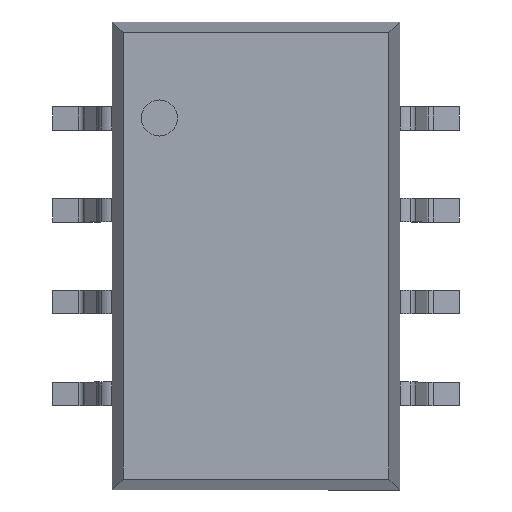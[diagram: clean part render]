
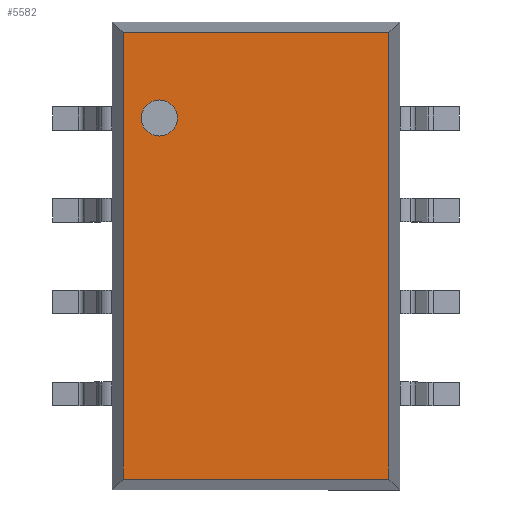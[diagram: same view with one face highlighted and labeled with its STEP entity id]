
A CAD part, top view. The second image highlights one B-rep face of the part: STEP entity #5582.
In plain terms, the highlighted planar face has unit normal (0, 0, 1).
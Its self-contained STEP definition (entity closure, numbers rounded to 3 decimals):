
#5257=CARTESIAN_POINT('',(-2.175,3.815,6.6));
#5258=VERTEX_POINT('',#5257);
#5274=CARTESIAN_POINT('',(-3.175,3.815,6.6));
#5275=VERTEX_POINT('',#5274);
#5282=CARTESIAN_POINT('',(-2.675,3.815,6.6));
#5283=DIRECTION('',(0.0,0.0,-1.0));
#5284=DIRECTION('',(1.0,0.0,0.0));
#5285=AXIS2_PLACEMENT_3D('',#5282,#5283,#5284);
#5286=CIRCLE('',#5285,0.5);
#5287=EDGE_CURVE('',#5258,#5275,#5286,.T.);
#5298=CARTESIAN_POINT('',(-2.675,3.815,6.6));
#5299=DIRECTION('',(0.0,0.0,-1.0));
#5300=DIRECTION('',(1.0,0.0,0.0));
#5301=AXIS2_PLACEMENT_3D('',#5298,#5299,#5300);
#5302=CIRCLE('',#5301,0.5);
#5303=EDGE_CURVE('',#5275,#5258,#5302,.T.);
#5522=CARTESIAN_POINT('',(3.675,6.175,6.6));
#5523=VERTEX_POINT('',#5522);
#5531=CARTESIAN_POINT('',(-3.675,6.175,6.6));
#5532=VERTEX_POINT('',#5531);
#5539=CARTESIAN_POINT('',(-3.675,6.175,6.6));
#5540=DIRECTION('',(1.0,0.0,0.0));
#5541=VECTOR('',#5540,7.35);
#5542=LINE('',#5539,#5541);
#5543=EDGE_CURVE('',#5532,#5523,#5542,.T.);
#5548=CARTESIAN_POINT('',(0.,0.,6.6));
#5549=DIRECTION('',(0.0,0.0,1.0));
#5550=DIRECTION('',(1.0,0.0,0.0));
#5551=AXIS2_PLACEMENT_3D('',#5548,#5549,#5550);
#5552=PLANE('',#5551);
#5553=ORIENTED_EDGE('',*,*,#5543,.F.);
#5554=CARTESIAN_POINT('',(-3.675,-6.175,6.6));
#5555=VERTEX_POINT('',#5554);
#5556=CARTESIAN_POINT('',(-3.675,-6.175,6.6));
#5557=DIRECTION('',(0.0,1.0,0.0));
#5558=VECTOR('',#5557,12.35);
#5559=LINE('',#5556,#5558);
#5560=EDGE_CURVE('',#5555,#5532,#5559,.T.);
#5561=ORIENTED_EDGE('',*,*,#5560,.F.);
#5562=CARTESIAN_POINT('',(3.675,-6.175,6.6));
#5563=VERTEX_POINT('',#5562);
#5564=CARTESIAN_POINT('',(3.675,-6.175,6.6));
#5565=DIRECTION('',(-1.0,0.0,0.0));
#5566=VECTOR('',#5565,7.35);
#5567=LINE('',#5564,#5566);
#5568=EDGE_CURVE('',#5563,#5555,#5567,.T.);
#5569=ORIENTED_EDGE('',*,*,#5568,.F.);
#5570=CARTESIAN_POINT('',(3.675,6.175,6.6));
#5571=DIRECTION('',(0.0,-1.0,0.0));
#5572=VECTOR('',#5571,12.35);
#5573=LINE('',#5570,#5572);
#5574=EDGE_CURVE('',#5523,#5563,#5573,.T.);
#5575=ORIENTED_EDGE('',*,*,#5574,.F.);
#5576=EDGE_LOOP('',(#5553,#5561,#5569,#5575));
#5577=FACE_OUTER_BOUND('',#5576,.T.);
#5578=ORIENTED_EDGE('',*,*,#5287,.T.);
#5579=ORIENTED_EDGE('',*,*,#5303,.T.);
#5580=EDGE_LOOP('',(#5578,#5579));
#5581=FACE_BOUND('',#5580,.T.);
#5582=ADVANCED_FACE('',(#5577,#5581),#5552,.T.);
